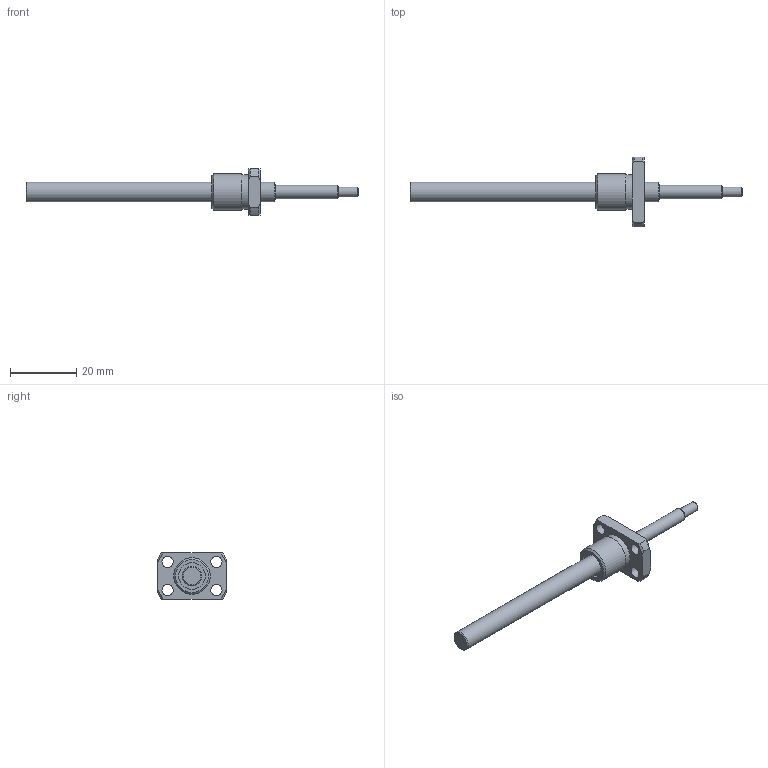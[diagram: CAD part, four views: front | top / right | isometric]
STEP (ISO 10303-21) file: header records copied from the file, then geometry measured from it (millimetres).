
FILE_DESCRIPTION(/* description */ ('STEP AP203'),/* implementation_level */ '2;1');
FILE_NAME(/* name */ 'E-TBS0601-100',/* time_stamp */ '2023-11-26T03:18:50+01:00',/* author */ ('License CC BY-ND 4.0'),/* organization */ ('CADENAS'),/* preprocessor_version */ 'ST-DEVELOPER v19.3',/* originating_system */ 'PARTsolutions',/* authorisation */ ' ');
FILE_SCHEMA (('CONFIG_CONTROL_DESIGN'));
Length unit declared in the file: millimetre
Products named in the file (3): E-TBS0601-100; E-TBS0601-60_n; E-TBS0601-100_b
Assembly tree (2 placements, depth 2):
  E-TBS0601-100
    E-TBS0601-60_n
    E-TBS0601-100_b
Bounding box: 100 x 21 x 14 mm (x, y, z)
Volume: 3865.5 mm3; surface area: 3238.7 mm2
Topology: 2 solids, 2 shells, 44 faces, 96 edges, 62 vertices
Faces by surface type: cylinder 16, plane 14, cone 13, torus 1
Full cylindrical faces by diameter (mm): 3 x1, 3.4 x4, 4 x1, 5.85 x1, 6 x1, 8 x2, 10.5 x1, 11 x1
Entity records: 1239 total; most frequent: CARTESIAN_POINT 235, DIRECTION 202, ORIENTED_EDGE 156, AXIS2_PLACEMENT_3D 93, EDGE_CURVE 78, EDGE_LOOP 78, FACE_BOUND 78, VERTEX_POINT 62
